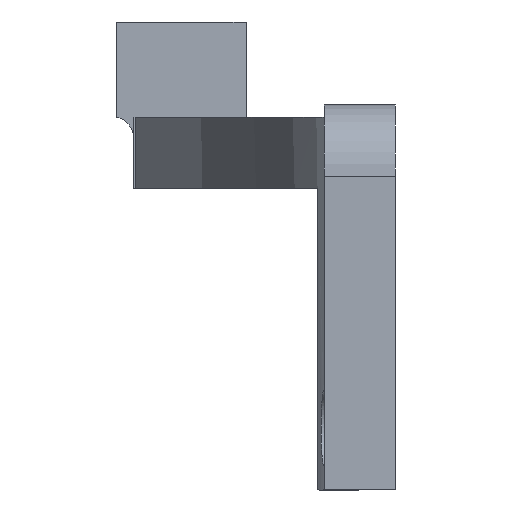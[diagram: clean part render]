
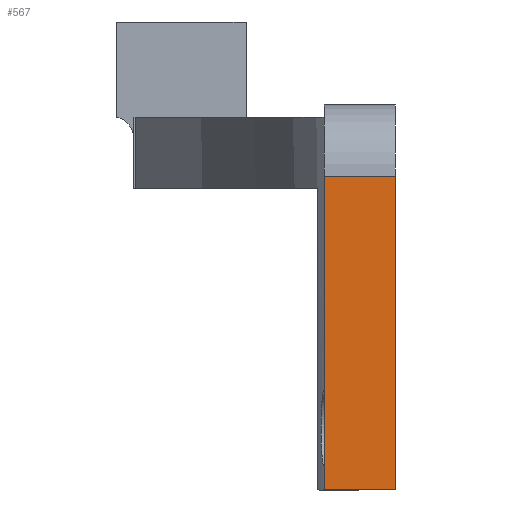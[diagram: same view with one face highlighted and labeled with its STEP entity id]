
A CAD part, left-side view. The second image highlights one B-rep face of the part: STEP entity #567.
In plain terms, the highlighted planar face has unit normal (-1, 0, 0).
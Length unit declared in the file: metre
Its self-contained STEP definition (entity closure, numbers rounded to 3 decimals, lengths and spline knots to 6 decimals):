
#26=PLANE('',#616);
#47=FACE_OUTER_BOUND('',#75,.T.);
#75=EDGE_LOOP('',(#413,#414,#415,#416));
#118=LINE('',#854,#178);
#119=LINE('',#859,#179);
#120=LINE('',#862,#180);
#121=LINE('',#863,#181);
#178=VECTOR('',#685,0.01);
#179=VECTOR('',#692,0.01);
#180=VECTOR('',#695,0.01);
#181=VECTOR('',#696,0.01);
#262=VERTEX_POINT('',#851);
#263=VERTEX_POINT('',#853);
#264=VERTEX_POINT('',#857);
#265=VERTEX_POINT('',#861);
#320=EDGE_CURVE('',#263,#262,#118,.T.);
#323=EDGE_CURVE('',#263,#264,#119,.T.);
#324=EDGE_CURVE('',#262,#265,#120,.T.);
#325=EDGE_CURVE('',#264,#265,#121,.T.);
#413=ORIENTED_EDGE('',*,*,#323,.F.);
#414=ORIENTED_EDGE('',*,*,#320,.T.);
#415=ORIENTED_EDGE('',*,*,#324,.T.);
#416=ORIENTED_EDGE('',*,*,#325,.F.);
#567=ADVANCED_FACE('',(#47),#26,.T.);
#616=AXIS2_PLACEMENT_3D('',#860,#693,#694);
#685=DIRECTION('',(0.,0.,-1.));
#692=DIRECTION('',(0.,-1.,0.));
#693=DIRECTION('center_axis',(-1.,0.,0.));
#694=DIRECTION('ref_axis',(0.,0.,-1.));
#695=DIRECTION('',(0.,-1.,0.));
#696=DIRECTION('',(0.,0.,-1.));
#851=CARTESIAN_POINT('',(0.063518,0.05699,-0.015305));
#853=CARTESIAN_POINT('',(0.063518,0.05699,-0.002098));
#854=CARTESIAN_POINT('',(0.063518,0.05699,0.000902));
#857=CARTESIAN_POINT('',(0.063518,0.05399,-0.002098));
#859=CARTESIAN_POINT('',(0.063518,0.05699,-0.002098));
#860=CARTESIAN_POINT('Origin',(0.063518,0.05699,0.000902));
#861=CARTESIAN_POINT('',(0.063518,0.05399,-0.015305));
#862=CARTESIAN_POINT('',(0.063518,0.05699,-0.015305));
#863=CARTESIAN_POINT('',(0.063518,0.05399,0.000902));
